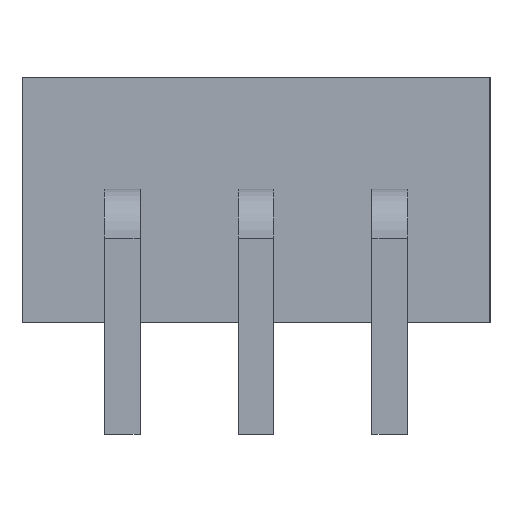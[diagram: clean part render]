
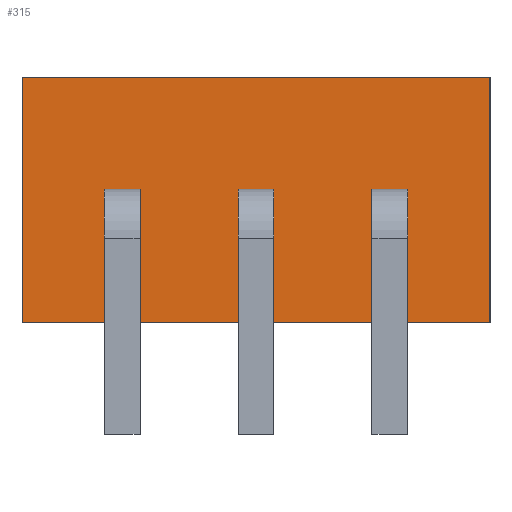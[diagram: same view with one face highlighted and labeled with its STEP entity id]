
A CAD part, front view. The second image highlights one B-rep face of the part: STEP entity #315.
In plain terms, the highlighted planar face has unit normal (0, -1, 0).
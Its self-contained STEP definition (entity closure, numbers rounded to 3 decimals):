
#17 = PLANE ( 'NONE',  #607 ) ;
#24 = FACE_BOUND ( 'NONE', #127, .T. ) ;
#30 = CARTESIAN_POINT ( 'NONE',  ( -5.25, 0., 5.5 ) ) ;
#41 = CARTESIAN_POINT ( 'NONE',  ( -5.25, 0., 0. ) ) ;
#45 = LINE ( 'NONE', #219, #331 ) ;
#54 = VERTEX_POINT ( 'NONE', #1079 ) ;
#56 = CARTESIAN_POINT ( 'NONE',  ( 5.25, 0., 0. ) ) ;
#86 = LINE ( 'NONE', #635, #491 ) ;
#97 = CARTESIAN_POINT ( 'NONE',  ( -5.25, 0., 5.5 ) ) ;
#105 = VECTOR ( 'NONE', #603, 1000. ) ;
#119 = DIRECTION ( 'NONE',  ( 0., 0., -1. ) ) ;
#120 = DIRECTION ( 'NONE',  ( 0., 0., 1. ) ) ;
#127 = EDGE_LOOP ( 'NONE', ( #1657, #524, #965, #876 ) ) ;
#130 = EDGE_CURVE ( 'NONE', #1278, #54, #45, .T. ) ;
#140 = CARTESIAN_POINT ( 'NONE',  ( -0.4, 0., 3. ) ) ;
#143 = VECTOR ( 'NONE', #212, 1000. ) ;
#145 = DIRECTION ( 'NONE',  ( -1., 0., 0. ) ) ;
#146 = LINE ( 'NONE', #1525, #1533 ) ;
#153 = CARTESIAN_POINT ( 'NONE',  ( -5.25, 0., 5.5 ) ) ;
#167 = EDGE_CURVE ( 'NONE', #311, #1097, #420, .T. ) ;
#182 = FACE_OUTER_BOUND ( 'NONE', #1027, .T. ) ;
#183 = VECTOR ( 'NONE', #1405, 1000. ) ;
#212 = DIRECTION ( 'NONE',  ( 0., 0., 1. ) ) ;
#213 = CARTESIAN_POINT ( 'NONE',  ( -3.4, 0., 2.5 ) ) ;
#219 = CARTESIAN_POINT ( 'NONE',  ( 2.6, 0., 2.5 ) ) ;
#223 = CARTESIAN_POINT ( 'NONE',  ( -2.6, 0., 2.5 ) ) ;
#245 = VERTEX_POINT ( 'NONE', #818 ) ;
#255 = LINE ( 'NONE', #504, #692 ) ;
#260 = VERTEX_POINT ( 'NONE', #1201 ) ;
#266 = EDGE_CURVE ( 'NONE', #605, #1097, #317, .T. ) ;
#270 = CARTESIAN_POINT ( 'NONE',  ( -0.4, 0., 2.5 ) ) ;
#284 = CARTESIAN_POINT ( 'NONE',  ( 0.4, 0., 2.5 ) ) ;
#292 = DIRECTION ( 'NONE',  ( 0., 0., -1. ) ) ;
#299 = CARTESIAN_POINT ( 'NONE',  ( -2.6, 0., 2.5 ) ) ;
#302 = LINE ( 'NONE', #721, #143 ) ;
#303 = VECTOR ( 'NONE', #145, 1000. ) ;
#311 = VERTEX_POINT ( 'NONE', #270 ) ;
#315 = ADVANCED_FACE ( 'NONE', ( #694, #873, #24, #182 ), #17, .F. ) ;
#317 = LINE ( 'NONE', #680, #964 ) ;
#331 = VECTOR ( 'NONE', #1535, 1000. ) ;
#346 = VERTEX_POINT ( 'NONE', #1349 ) ;
#380 = EDGE_CURVE ( 'NONE', #1135, #1617, #1680, .T. ) ;
#396 = ORIENTED_EDGE ( 'NONE', *, *, #586, .T. ) ;
#409 = ORIENTED_EDGE ( 'NONE', *, *, #1461, .T. ) ;
#414 = EDGE_LOOP ( 'NONE', ( #727, #601, #396, #569 ) ) ;
#420 = LINE ( 'NONE', #1553, #995 ) ;
#443 = VECTOR ( 'NONE', #1208, 1000. ) ;
#473 = EDGE_CURVE ( 'NONE', #1527, #1487, #1245, .T. ) ;
#477 = CARTESIAN_POINT ( 'NONE',  ( -3.4, 0., 3. ) ) ;
#491 = VECTOR ( 'NONE', #777, 1000. ) ;
#504 = CARTESIAN_POINT ( 'NONE',  ( 3.4, 0., 3. ) ) ;
#515 = VERTEX_POINT ( 'NONE', #56 ) ;
#524 = ORIENTED_EDGE ( 'NONE', *, *, #1484, .F. ) ;
#542 = VERTEX_POINT ( 'NONE', #722 ) ;
#562 = VECTOR ( 'NONE', #1059, 1000. ) ;
#569 = ORIENTED_EDGE ( 'NONE', *, *, #130, .T. ) ;
#574 = EDGE_CURVE ( 'NONE', #260, #515, #146, .T. ) ;
#580 = VECTOR ( 'NONE', #1472, 1000. ) ;
#586 = EDGE_CURVE ( 'NONE', #1232, #1278, #1641, .T. ) ;
#590 = VERTEX_POINT ( 'NONE', #97 ) ;
#601 = ORIENTED_EDGE ( 'NONE', *, *, #1250, .F. ) ;
#603 = DIRECTION ( 'NONE',  ( 0., 0., 1. ) ) ;
#605 = VERTEX_POINT ( 'NONE', #892 ) ;
#607 = AXIS2_PLACEMENT_3D ( 'NONE', #153, #1194, #1084 ) ;
#626 = LINE ( 'NONE', #284, #443 ) ;
#635 = CARTESIAN_POINT ( 'NONE',  ( -3.4, 0., 2.5 ) ) ;
#652 = CARTESIAN_POINT ( 'NONE',  ( 3.4, 0., 2.5 ) ) ;
#680 = CARTESIAN_POINT ( 'NONE',  ( 0.4, 0., 3. ) ) ;
#686 = EDGE_CURVE ( 'NONE', #542, #54, #255, .T. ) ;
#692 = VECTOR ( 'NONE', #1695, 1000. ) ;
#694 = FACE_BOUND ( 'NONE', #1488, .T. ) ;
#705 = ORIENTED_EDGE ( 'NONE', *, *, #473, .T. ) ;
#708 = EDGE_CURVE ( 'NONE', #1487, #1617, #86, .T. ) ;
#721 = CARTESIAN_POINT ( 'NONE',  ( -2.6, 0., 2.5 ) ) ;
#722 = CARTESIAN_POINT ( 'NONE',  ( 3.4, 0., 3. ) ) ;
#727 = ORIENTED_EDGE ( 'NONE', *, *, #686, .F. ) ;
#752 = ORIENTED_EDGE ( 'NONE', *, *, #796, .F. ) ;
#764 = DIRECTION ( 'NONE',  ( 0., 0., 1. ) ) ;
#777 = DIRECTION ( 'NONE',  ( 0., 0., 1. ) ) ;
#796 = EDGE_CURVE ( 'NONE', #1527, #1135, #302, .T. ) ;
#818 = CARTESIAN_POINT ( 'NONE',  ( 0.4, 0., 2.5 ) ) ;
#836 = LINE ( 'NONE', #1548, #105 ) ;
#873 = FACE_BOUND ( 'NONE', #414, .T. ) ;
#876 = ORIENTED_EDGE ( 'NONE', *, *, #167, .T. ) ;
#892 = CARTESIAN_POINT ( 'NONE',  ( 0.4, 0., 3. ) ) ;
#926 = LINE ( 'NONE', #1170, #1608 ) ;
#933 = ORIENTED_EDGE ( 'NONE', *, *, #380, .F. ) ;
#949 = DIRECTION ( 'NONE',  ( -1., 0., 0. ) ) ;
#964 = VECTOR ( 'NONE', #949, 1000. ) ;
#965 = ORIENTED_EDGE ( 'NONE', *, *, #1215, .T. ) ;
#983 = VECTOR ( 'NONE', #1356, 1000. ) ;
#990 = ORIENTED_EDGE ( 'NONE', *, *, #708, .T. ) ;
#995 = VECTOR ( 'NONE', #764, 1000. ) ;
#1027 = EDGE_LOOP ( 'NONE', ( #409, #1342, #1368, #1238 ) ) ;
#1059 = DIRECTION ( 'NONE',  ( 1., 0., 0. ) ) ;
#1079 = CARTESIAN_POINT ( 'NONE',  ( 2.6, 0., 3. ) ) ;
#1084 = DIRECTION ( 'NONE',  ( 0., 0., 1. ) ) ;
#1097 = VERTEX_POINT ( 'NONE', #140 ) ;
#1129 = LINE ( 'NONE', #30, #1166 ) ;
#1135 = VERTEX_POINT ( 'NONE', #1465 ) ;
#1161 = CARTESIAN_POINT ( 'NONE',  ( -5.25, 0., 5.5 ) ) ;
#1166 = VECTOR ( 'NONE', #292, 1000. ) ;
#1170 = CARTESIAN_POINT ( 'NONE',  ( 3.4, 0., 2.5 ) ) ;
#1194 = DIRECTION ( 'NONE',  ( 0., 1., 0. ) ) ;
#1201 = CARTESIAN_POINT ( 'NONE',  ( 5.25, 0., 5.5 ) ) ;
#1204 = EDGE_CURVE ( 'NONE', #590, #346, #1129, .T. ) ;
#1208 = DIRECTION ( 'NONE',  ( -1., 0., 0. ) ) ;
#1215 = EDGE_CURVE ( 'NONE', #245, #311, #626, .T. ) ;
#1232 = VERTEX_POINT ( 'NONE', #652 ) ;
#1238 = ORIENTED_EDGE ( 'NONE', *, *, #1204, .T. ) ;
#1245 = LINE ( 'NONE', #299, #983 ) ;
#1250 = EDGE_CURVE ( 'NONE', #1232, #542, #926, .T. ) ;
#1278 = VERTEX_POINT ( 'NONE', #1324 ) ;
#1282 = EDGE_CURVE ( 'NONE', #590, #260, #1360, .T. ) ;
#1324 = CARTESIAN_POINT ( 'NONE',  ( 2.6, 0., 2.5 ) ) ;
#1342 = ORIENTED_EDGE ( 'NONE', *, *, #574, .F. ) ;
#1349 = CARTESIAN_POINT ( 'NONE',  ( -5.25, 0., 0. ) ) ;
#1356 = DIRECTION ( 'NONE',  ( -1., 0., 0. ) ) ;
#1360 = LINE ( 'NONE', #1161, #562 ) ;
#1368 = ORIENTED_EDGE ( 'NONE', *, *, #1282, .F. ) ;
#1405 = DIRECTION ( 'NONE',  ( -1., 0., 0. ) ) ;
#1461 = EDGE_CURVE ( 'NONE', #346, #515, #1643, .T. ) ;
#1465 = CARTESIAN_POINT ( 'NONE',  ( -2.6, 0., 3. ) ) ;
#1472 = DIRECTION ( 'NONE',  ( 1., 0., 0. ) ) ;
#1484 = EDGE_CURVE ( 'NONE', #245, #605, #836, .T. ) ;
#1487 = VERTEX_POINT ( 'NONE', #213 ) ;
#1488 = EDGE_LOOP ( 'NONE', ( #933, #752, #705, #990 ) ) ;
#1525 = CARTESIAN_POINT ( 'NONE',  ( 5.25, 0., 5.5 ) ) ;
#1527 = VERTEX_POINT ( 'NONE', #223 ) ;
#1533 = VECTOR ( 'NONE', #119, 1000. ) ;
#1535 = DIRECTION ( 'NONE',  ( 0., 0., 1. ) ) ;
#1548 = CARTESIAN_POINT ( 'NONE',  ( 0.4, 0., 2.5 ) ) ;
#1553 = CARTESIAN_POINT ( 'NONE',  ( -0.4, 0., 2.5 ) ) ;
#1608 = VECTOR ( 'NONE', #120, 1000. ) ;
#1613 = CARTESIAN_POINT ( 'NONE',  ( -2.6, 0., 3. ) ) ;
#1617 = VERTEX_POINT ( 'NONE', #477 ) ;
#1641 = LINE ( 'NONE', #1669, #183 ) ;
#1643 = LINE ( 'NONE', #41, #580 ) ;
#1657 = ORIENTED_EDGE ( 'NONE', *, *, #266, .F. ) ;
#1669 = CARTESIAN_POINT ( 'NONE',  ( 3.4, 0., 2.5 ) ) ;
#1680 = LINE ( 'NONE', #1613, #303 ) ;
#1695 = DIRECTION ( 'NONE',  ( -1., 0., 0. ) ) ;
